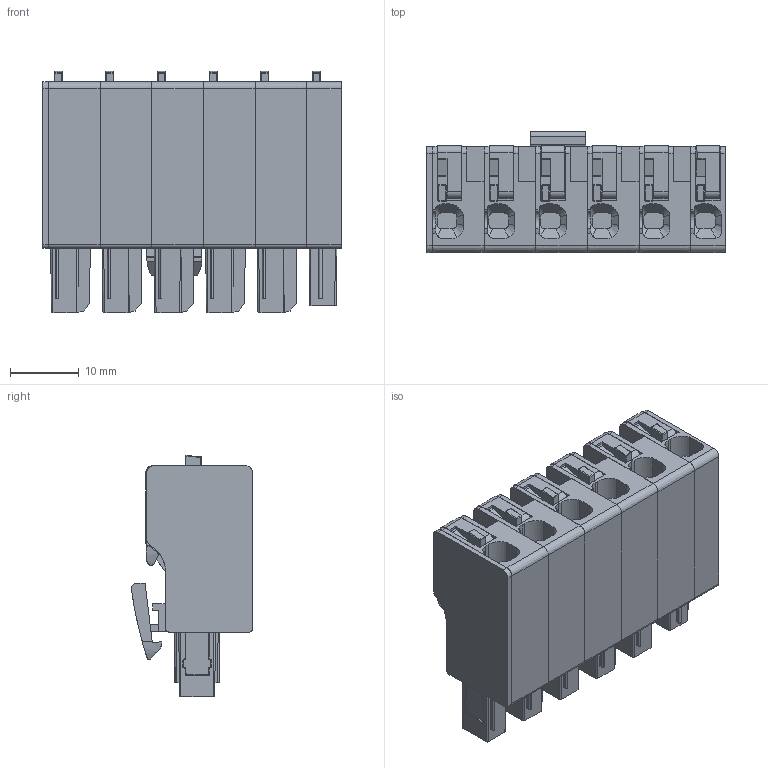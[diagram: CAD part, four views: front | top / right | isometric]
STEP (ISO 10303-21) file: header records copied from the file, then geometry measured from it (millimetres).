
FILE_DESCRIPTION(('CATIA V5 STEP Exchange','CAx-IF Rec.Pracs.--- Model Styling and Organization---1.4--- 2014-01-23'),'2;1');
FILE_NAME ('1361704-2_0_8000078357_8000078357.stp','2021-10-26T09:56:06+00:00',('none'),('Weidmueller'),'CATIA Version 5-6 Release 2016 SP3 HF44','CATIA V5 STEP AP214','none');
FILE_SCHEMA(('AUTOMOTIVE_DESIGN { 1 0 10303 214 1 1 1 1 }'));
Products named in the file (1): 8000078357
Bounding box: 43.3 x 17.58 x 35 mm (x, y, z)
Volume: 14637.2 mm3; surface area: 13785.6 mm2
Topology: 20 solids, 20 shells, 1697 faces, 4713 edges, 3085 vertices
Faces by surface type: plane 987, cylinder 535, cone 58, sphere 48, bspline 32, torus 20, extrusion 17
Entity records: 58563 total; most frequent: CARTESIAN_POINT 16911, ORIENTED_EDGE 9330, DIRECTION 7178, EDGE_CURVE 4665, VERTEX_POINT 3085, VECTOR 3055, LINE 3038, AXIS2_PLACEMENT_3D 2476
